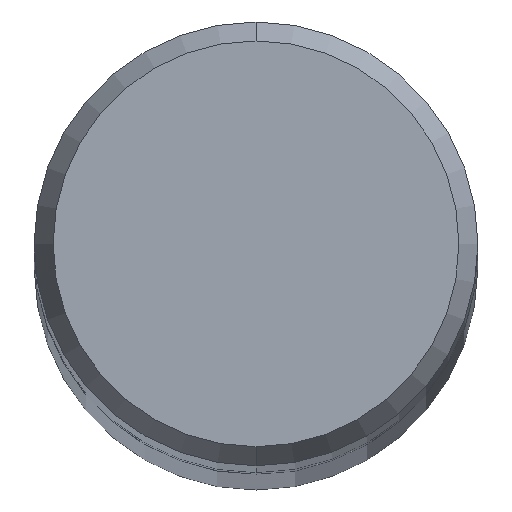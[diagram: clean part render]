
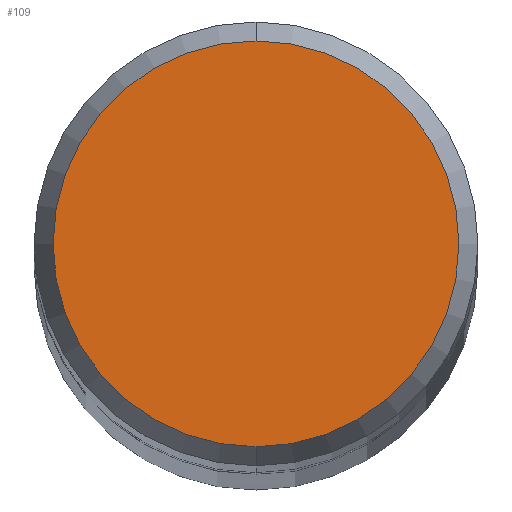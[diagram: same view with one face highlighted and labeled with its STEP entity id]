
A CAD part, top view. The second image highlights one B-rep face of the part: STEP entity #109.
In plain terms, the highlighted planar face has unit normal (0, 0, 1).
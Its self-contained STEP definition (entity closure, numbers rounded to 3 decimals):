
#109=ADVANCED_FACE('',(#261),#262,.T.);
#143=VERTEX_POINT('',#303);
#151=EDGE_CURVE('',#193,#143,#311,.T.);
#193=VERTEX_POINT('',#358);
#219=EDGE_CURVE('',#143,#193,#387,.T.);
#261=FACE_OUTER_BOUND('',#425,.T.);
#262=PLANE('',#426);
#303=CARTESIAN_POINT('',(0.,-4.901,0.0));
#311=CIRCLE('',#485,4.901);
#358=CARTESIAN_POINT('',(0.0,4.901,0.0));
#387=CIRCLE('',#584,4.901);
#425=EDGE_LOOP('',(#617,#618));
#426=AXIS2_PLACEMENT_3D('',#619,#620,#621);
#485=AXIS2_PLACEMENT_3D('',#687,#688,#689);
#584=AXIS2_PLACEMENT_3D('',#780,#781,#782);
#617=ORIENTED_EDGE('',*,*,#151,.F.);
#618=ORIENTED_EDGE('',*,*,#219,.F.);
#619=CARTESIAN_POINT('',(0.0,2.451,0.0));
#620=DIRECTION('',(-0.0,0.0,1.0));
#621=DIRECTION('',(0.0,-1.0,0.0));
#687=CARTESIAN_POINT('',(0.0,0.0,0.0));
#688=DIRECTION('',(0.0,0.0,-1.0));
#689=DIRECTION('',(0.0,1.0,0.0));
#780=CARTESIAN_POINT('',(0.0,0.0,0.0));
#781=DIRECTION('',(0.0,0.0,-1.0));
#782=DIRECTION('',(0.0,1.0,0.0));
